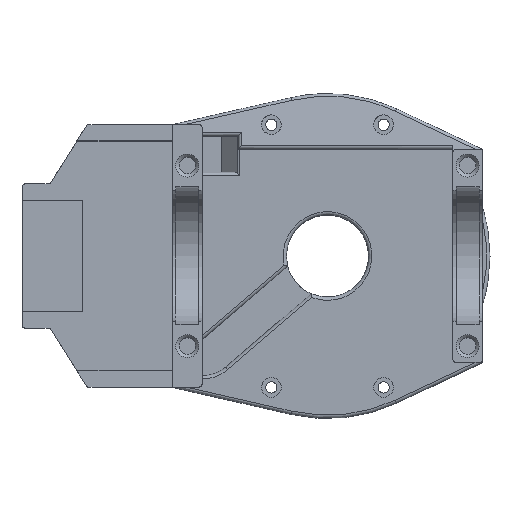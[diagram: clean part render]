
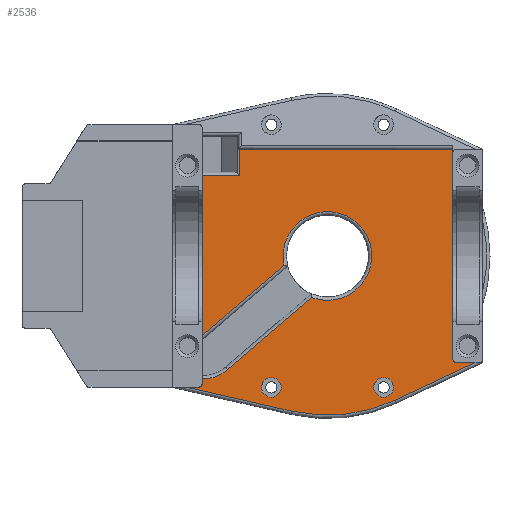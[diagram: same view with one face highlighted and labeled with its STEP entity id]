
A CAD part, top view. The second image highlights one B-rep face of the part: STEP entity #2536.
In plain terms, the highlighted planar face has unit normal (0, 0, 1).
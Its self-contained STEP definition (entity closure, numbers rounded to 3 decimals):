
#140=FACE_BOUND('',#496,.T.);
#141=FACE_BOUND('',#497,.T.);
#183=CIRCLE('',#2680,13.5);
#187=CIRCLE('',#2689,12.);
#216=CIRCLE('',#2760,48.5);
#221=CIRCLE('',#2774,1.);
#222=CIRCLE('',#2775,1.);
#223=CIRCLE('',#2776,3.);
#224=CIRCLE('',#2777,3.);
#346=FACE_OUTER_BOUND('',#495,.T.);
#495=EDGE_LOOP('',(#2030,#2031,#2032,#2033,#2034,#2035,#2036,#2037,#2038,
#2039,#2040,#2041,#2042,#2043,#2044,#2045,#2046));
#496=EDGE_LOOP('',(#2047));
#497=EDGE_LOOP('',(#2048));
#631=LINE('',#3866,#856);
#651=LINE('',#3918,#876);
#652=LINE('',#3924,#877);
#661=LINE('',#3949,#886);
#662=LINE('',#3987,#887);
#683=LINE('',#4086,#908);
#733=LINE('',#4265,#958);
#736=LINE('',#4269,#961);
#745=LINE('',#4295,#970);
#746=LINE('',#4297,#971);
#747=LINE('',#4300,#972);
#748=LINE('',#4303,#973);
#856=VECTOR('',#3023,10.);
#876=VECTOR('',#3069,10.);
#877=VECTOR('',#3076,10.);
#886=VECTOR('',#3097,10.);
#887=VECTOR('',#3108,10.);
#908=VECTOR('',#3189,10.);
#958=VECTOR('',#3339,10.);
#961=VECTOR('',#3344,10.);
#970=VECTOR('',#3371,10.);
#971=VECTOR('',#3372,10.);
#972=VECTOR('',#3375,10.);
#973=VECTOR('',#3378,10.);
#1091=VERTEX_POINT('',#3863);
#1092=VERTEX_POINT('',#3865);
#1110=VERTEX_POINT('',#3915);
#1111=VERTEX_POINT('',#3917);
#1113=VERTEX_POINT('',#3923);
#1122=VERTEX_POINT('',#3946);
#1123=VERTEX_POINT('',#3948);
#1124=VERTEX_POINT('',#3965);
#1127=VERTEX_POINT('',#3986);
#1131=VERTEX_POINT('',#3996);
#1155=VERTEX_POINT('',#4085);
#1203=VERTEX_POINT('',#4251);
#1206=VERTEX_POINT('',#4256);
#1209=VERTEX_POINT('',#4263);
#1218=VERTEX_POINT('',#4296);
#1219=VERTEX_POINT('',#4299);
#1220=VERTEX_POINT('',#4301);
#1221=VERTEX_POINT('',#4304);
#1222=VERTEX_POINT('',#4306);
#1347=EDGE_CURVE('',#1091,#1092,#631,.T.);
#1374=EDGE_CURVE('',#1110,#1111,#651,.T.);
#1377=EDGE_CURVE('',#1111,#1113,#652,.T.);
#1389=EDGE_CURVE('',#1122,#1123,#661,.T.);
#1391=EDGE_CURVE('',#1123,#1124,#183,.T.);
#1395=EDGE_CURVE('',#1124,#1127,#662,.T.);
#1401=EDGE_CURVE('',#1131,#1122,#187,.T.);
#1436=EDGE_CURVE('',#1155,#1113,#683,.T.);
#1511=EDGE_CURVE('',#1206,#1203,#216,.T.);
#1514=EDGE_CURVE('',#1209,#1206,#733,.T.);
#1517=EDGE_CURVE('',#1203,#1091,#736,.T.);
#1530=EDGE_CURVE('',#1127,#1110,#745,.T.);
#1531=EDGE_CURVE('',#1218,#1131,#746,.T.);
#1532=EDGE_CURVE('',#1092,#1218,#221,.F.);
#1533=EDGE_CURVE('',#1219,#1209,#747,.T.);
#1534=EDGE_CURVE('',#1220,#1219,#222,.F.);
#1535=EDGE_CURVE('',#1155,#1220,#748,.T.);
#1536=EDGE_CURVE('',#1221,#1221,#223,.T.);
#1537=EDGE_CURVE('',#1222,#1222,#224,.T.);
#2030=ORIENTED_EDGE('',*,*,#1374,.F.);
#2031=ORIENTED_EDGE('',*,*,#1530,.F.);
#2032=ORIENTED_EDGE('',*,*,#1395,.F.);
#2033=ORIENTED_EDGE('',*,*,#1391,.F.);
#2034=ORIENTED_EDGE('',*,*,#1389,.F.);
#2035=ORIENTED_EDGE('',*,*,#1401,.F.);
#2036=ORIENTED_EDGE('',*,*,#1531,.F.);
#2037=ORIENTED_EDGE('',*,*,#1532,.F.);
#2038=ORIENTED_EDGE('',*,*,#1347,.F.);
#2039=ORIENTED_EDGE('',*,*,#1517,.F.);
#2040=ORIENTED_EDGE('',*,*,#1511,.F.);
#2041=ORIENTED_EDGE('',*,*,#1514,.F.);
#2042=ORIENTED_EDGE('',*,*,#1533,.F.);
#2043=ORIENTED_EDGE('',*,*,#1534,.F.);
#2044=ORIENTED_EDGE('',*,*,#1535,.F.);
#2045=ORIENTED_EDGE('',*,*,#1436,.T.);
#2046=ORIENTED_EDGE('',*,*,#1377,.F.);
#2047=ORIENTED_EDGE('',*,*,#1536,.T.);
#2048=ORIENTED_EDGE('',*,*,#1537,.T.);
#2431=PLANE('',#2773);
#2536=ADVANCED_FACE('',(#346,#140,#141),#2431,.T.);
#2680=AXIS2_PLACEMENT_3D('',#3966,#3100,#3101);
#2689=AXIS2_PLACEMENT_3D('',#3999,#3120,#3121);
#2760=AXIS2_PLACEMENT_3D('',#4258,#3331,#3332);
#2773=AXIS2_PLACEMENT_3D('',#4294,#3369,#3370);
#2774=AXIS2_PLACEMENT_3D('',#4298,#3373,#3374);
#2775=AXIS2_PLACEMENT_3D('',#4302,#3376,#3377);
#2776=AXIS2_PLACEMENT_3D('',#4305,#3379,#3380);
#2777=AXIS2_PLACEMENT_3D('',#4307,#3381,#3382);
#3023=DIRECTION('',(1.,0.,0.));
#3069=DIRECTION('',(1.,0.,0.));
#3076=DIRECTION('',(0.,1.,0.));
#3097=DIRECTION('',(0.76,0.65,0.));
#3100=DIRECTION('center_axis',(0.,0.,
1.));
#3101=DIRECTION('ref_axis',(0.76,0.65,0.));
#3108=DIRECTION('',(-0.76,-0.65,0.));
#3120=DIRECTION('center_axis',(0.,0.,
1.));
#3121=DIRECTION('ref_axis',(0.347,-0.938,0.));
#3189=DIRECTION('',(-1.,0.,0.));
#3331=DIRECTION('center_axis',(0.,0.,
-1.));
#3332=DIRECTION('ref_axis',(0.108,-0.994,0.));
#3339=DIRECTION('',(-0.905,-0.426,0.));
#3344=DIRECTION('',(-0.975,0.223,0.));
#3369=DIRECTION('center_axis',(0.,0.,
1.));
#3370=DIRECTION('ref_axis',(-1.,0.,0.));
#3371=DIRECTION('',(0.,1.,0.));
#3372=DIRECTION('',(0.,1.,0.));
#3373=DIRECTION('center_axis',(0.,0.,
-1.));
#3374=DIRECTION('ref_axis',(0.707,-0.707,0.));
#3375=DIRECTION('',(1.,0.,0.));
#3376=DIRECTION('center_axis',(0.,0.,
-1.));
#3377=DIRECTION('ref_axis',(-0.707,-0.707,0.));
#3378=DIRECTION('',(0.,-1.,0.));
#3379=DIRECTION('center_axis',(0.,0.,
-1.));
#3380=DIRECTION('ref_axis',(-1.,0.,0.));
#3381=DIRECTION('center_axis',(0.,0.,
-1.));
#3382=DIRECTION('ref_axis',(-1.,0.,0.));
#3863=CARTESIAN_POINT('',(-42.706,-40.,90.781));
#3865=CARTESIAN_POINT('',(-39.2,-40.,90.781));
#3866=CARTESIAN_POINT('',(-36.6,-40.,90.781));
#3915=CARTESIAN_POINT('',(-38.2,24.475,90.781));
#3917=CARTESIAN_POINT('',(-26.786,24.475,90.781));
#3918=CARTESIAN_POINT('',(-19.1,24.475,90.781));
#3923=CARTESIAN_POINT('',(-26.786,32.495,90.781));
#3924=CARTESIAN_POINT('',(-26.786,12.738,90.781));
#3946=CARTESIAN_POINT('',(-30.394,-34.589,90.781));
#3948=CARTESIAN_POINT('',(-4.759,-12.634,90.781));
#3949=CARTESIAN_POINT('',(-0.035,-8.588,90.781));
#3965=CARTESIAN_POINT('',(-13.215,-2.76,90.781));
#3966=CARTESIAN_POINT('Origin',(0.,0.,
90.781));
#3986=CARTESIAN_POINT('',(-38.2,-24.158,90.781));
#3987=CARTESIAN_POINT('',(-21.539,-9.889,90.781));
#3996=CARTESIAN_POINT('',(-38.2,-37.475,90.781));
#3999=CARTESIAN_POINT('Origin',(-38.2,-25.475,90.781));
#4085=CARTESIAN_POINT('',(38.2,32.495,90.781));
#4086=CARTESIAN_POINT('',(-13.6,32.495,90.781));
#4251=CARTESIAN_POINT('',(-10.792,-47.284,90.781));
#4256=CARTESIAN_POINT('',(20.652,-43.883,90.781));
#4258=CARTESIAN_POINT('Origin',(0.,0.,
90.781));
#4263=CARTESIAN_POINT('',(44.852,-32.495,90.781));
#4265=CARTESIAN_POINT('',(20.652,-43.883,90.781));
#4269=CARTESIAN_POINT('',(-28.885,-43.155,90.781));
#4294=CARTESIAN_POINT('Origin',(0.,0.,
90.781));
#4295=CARTESIAN_POINT('',(-38.2,0.,90.781));
#4296=CARTESIAN_POINT('',(-38.2,-39.,90.781));
#4297=CARTESIAN_POINT('',(-38.2,0.,90.781));
#4298=CARTESIAN_POINT('Origin',(-39.2,-39.,90.781));
#4299=CARTESIAN_POINT('',(39.2,-32.495,90.781));
#4300=CARTESIAN_POINT('',(23.6,-32.495,90.781));
#4301=CARTESIAN_POINT('',(38.2,-31.495,90.781));
#4302=CARTESIAN_POINT('Origin',(39.2,-31.495,90.781));
#4303=CARTESIAN_POINT('',(38.2,0.,90.781));
#4304=CARTESIAN_POINT('',(-14.095,-40.,90.781));
#4305=CARTESIAN_POINT('Origin',(-17.095,-40.,90.781));
#4306=CARTESIAN_POINT('',(20.095,-40.,90.781));
#4307=CARTESIAN_POINT('Origin',(17.095,-40.,90.781));
